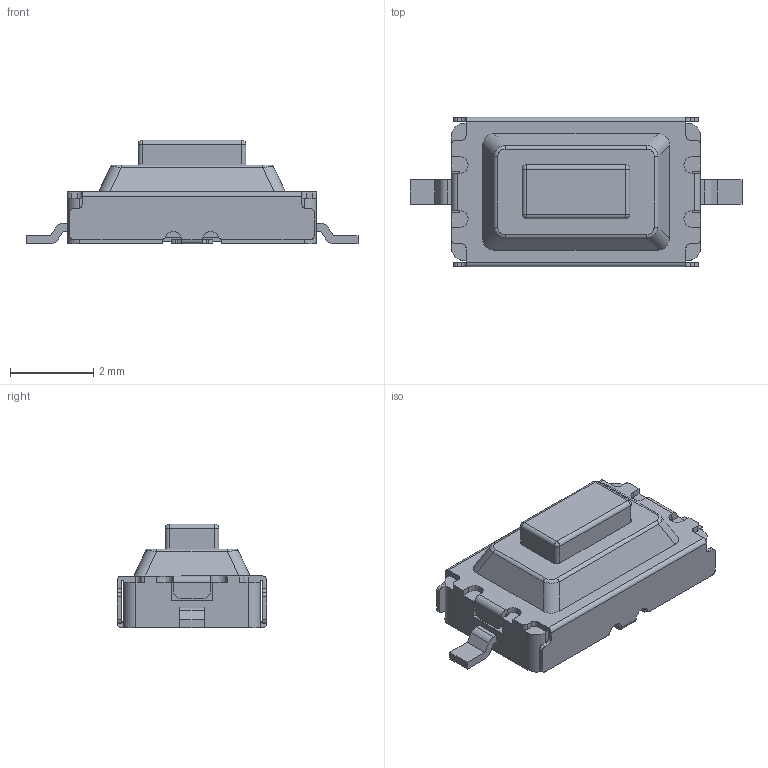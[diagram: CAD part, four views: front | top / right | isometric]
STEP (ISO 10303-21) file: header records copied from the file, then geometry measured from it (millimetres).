
FILE_DESCRIPTION(/* description */ (''),/* implementation_level */ '2;1');
FILE_NAME(/* name */ 'TS-1101-C-W.step',/* time_stamp */ '2022-04-18T20:38:14+02:00',/* author */ (''),/* organization */ (''),/* preprocessor_version */ 'ST-DEVELOPER v18.1',/* originating_system */ 'Autodesk Translation Framework v10.14.0.1471',/* authorisation */ '');
FILE_SCHEMA (('AUTOMOTIVE_DESIGN { 1 0 10303 214 3 1 1 }'));
Length unit declared in the file: millimetre
Products named in the file (2): (Unsaved); ts-1101-c-w
Assembly tree (1 placements, depth 2):
  (Unsaved)
    ts-1101-c-w
Bounding box: 8 x 3.6 x 2.5 mm (x, y, z)
Volume: 33.8 mm3; surface area: 111.3 mm2
Topology: 1 solids, 1 shells, 655 faces, 1850 edges, 1224 vertices
Faces by surface type: plane 561, cylinder 86, bspline 4, sphere 4
Entity records: 21161 total; most frequent: CARTESIAN_POINT 3924, ORIENTED_EDGE 3700, DIRECTION 3326, EDGE_CURVE 1850, LINE 1674, VECTOR 1674, VERTEX_POINT 1224, AXIS2_PLACEMENT_3D 826
